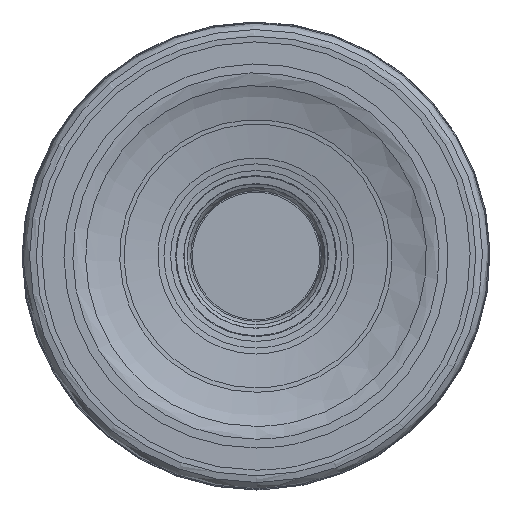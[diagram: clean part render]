
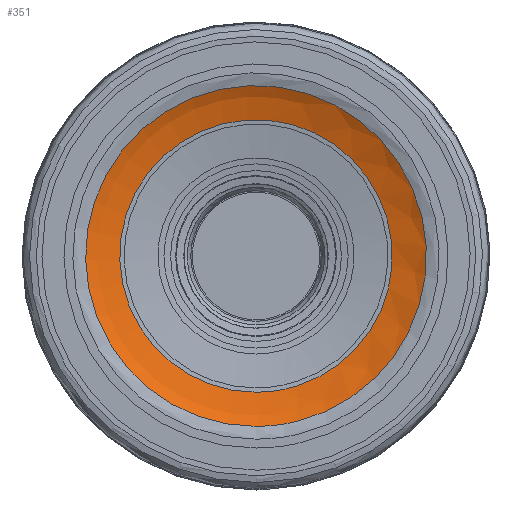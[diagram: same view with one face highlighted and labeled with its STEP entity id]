
A CAD part, left-side view. The second image highlights one B-rep face of the part: STEP entity #351.
In plain terms, the highlighted face is a revolution surface.
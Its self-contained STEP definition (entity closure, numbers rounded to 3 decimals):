
#58=SURFACE_OF_REVOLUTION('',#134,#96);
#96=AXIS1_PLACEMENT('',#1542,#1106);
#134=B_SPLINE_CURVE_WITH_KNOTS('',3,(#1536,#1537,#1538,#1539,#1540,#1541),
 .UNSPECIFIED.,.F.,.F.,(4,2,4),(0.,0.5,1.),.UNSPECIFIED.);
#351=ADVANCED_FACE('',(#461,#462),#58,.T.);
#461=FACE_BOUND('',#571,.T.);
#462=FACE_BOUND('',#572,.T.);
#571=EDGE_LOOP('',(#681));
#572=EDGE_LOOP('',(#682));
#681=ORIENTED_EDGE('',*,*,#796,.F.);
#682=ORIENTED_EDGE('',*,*,#795,.T.);
#740=VERTEX_POINT('',#1528);
#741=VERTEX_POINT('',#1535);
#795=EDGE_CURVE('',#740,#740,#850,.T.);
#796=EDGE_CURVE('',#741,#741,#851,.T.);
#850=CIRCLE('',#924,7.313);
#851=CIRCLE('',#925,9.144);
#924=AXIS2_PLACEMENT_3D('',#1527,#1101,#1102);
#925=AXIS2_PLACEMENT_3D('',#1534,#1104,#1105);
#1101=DIRECTION('',(1.,0.,0.));
#1102=DIRECTION('',(0.,0.,-1.));
#1104=DIRECTION('',(1.,0.,0.));
#1105=DIRECTION('',(0.,0.,-1.));
#1106=DIRECTION('',(1.,0.,0.));
#1527=CARTESIAN_POINT('',(0.825,0.,0.));
#1528=CARTESIAN_POINT('',(0.825,0.,-7.313));
#1534=CARTESIAN_POINT('',(0.204,0.,0.));
#1535=CARTESIAN_POINT('',(0.204,0.,-9.144));
#1536=CARTESIAN_POINT('',(0.825,-7.238,1.039));
#1537=CARTESIAN_POINT('',(0.777,-7.564,0.976));
#1538=CARTESIAN_POINT('',(0.693,-7.886,0.918));
#1539=CARTESIAN_POINT('',(0.496,-8.518,0.808));
#1540=CARTESIAN_POINT('',(0.372,-8.824,0.759));
#1541=CARTESIAN_POINT('',(0.204,-9.115,0.718));
#1542=CARTESIAN_POINT('',(0.,0.,0.));
